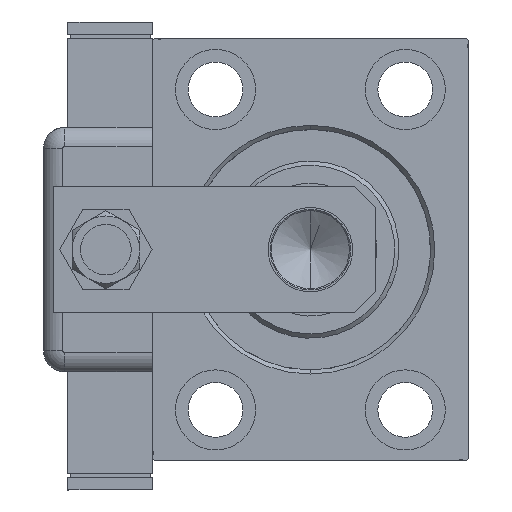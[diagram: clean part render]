
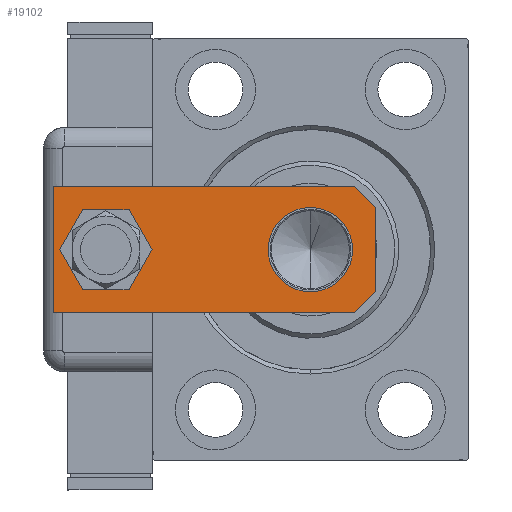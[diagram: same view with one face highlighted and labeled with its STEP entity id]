
A CAD part, left-side view. The second image highlights one B-rep face of the part: STEP entity #19102.
In plain terms, the highlighted face is planar.
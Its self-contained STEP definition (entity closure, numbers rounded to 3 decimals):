
#173 = CARTESIAN_POINT ( 'NONE',  ( -10., 15.5, 0. ) ) ;
#506 = CARTESIAN_POINT ( 'NONE',  ( -15., 76.5, 0. ) ) ;
#616 = VECTOR ( 'NONE', #17228, 1000. ) ;
#1542 = VECTOR ( 'NONE', #43070, 1000. ) ;
#1782 = CARTESIAN_POINT ( 'NONE',  ( 7., 64., 0. ) ) ;
#2375 = ORIENTED_EDGE ( 'NONE', *, *, #31632, .F. ) ;
#2404 = EDGE_LOOP ( 'NONE', ( #52871, #54137, #2375, #21229, #9621, #18009 ) ) ;
#3776 = CARTESIAN_POINT ( 'NONE',  ( -10., 0., 0. ) ) ;
#3878 = CARTESIAN_POINT ( 'NONE',  ( -10., 0., 0. ) ) ;
#4334 = CARTESIAN_POINT ( 'NONE',  ( 0., 64., 0. ) ) ;
#6754 = EDGE_CURVE ( 'NONE', #23416, #36830, #26243, .T. ) ;
#6836 = VERTEX_POINT ( 'NONE', #18692 ) ;
#7056 = FACE_BOUND ( 'NONE', #57139, .T. ) ;
#7498 = CARTESIAN_POINT ( 'NONE',  ( 15., 5., 0. ) ) ;
#8094 = VERTEX_POINT ( 'NONE', #24622 ) ;
#8269 = AXIS2_PLACEMENT_3D ( 'NONE', #29884, #46843, #41729 ) ;
#8569 = DIRECTION ( 'NONE',  ( -0.707, 0.707, 0. ) ) ;
#9140 = LINE ( 'NONE', #3776, #28557 ) ;
#9621 = ORIENTED_EDGE ( 'NONE', *, *, #6754, .F. ) ;
#10389 = CIRCLE ( 'NONE', #55478, 10. ) ;
#10784 = CARTESIAN_POINT ( 'NONE',  ( 0., 15.5, 0. ) ) ;
#11785 = CARTESIAN_POINT ( 'NONE',  ( 15., 5., 0. ) ) ;
#12179 = EDGE_CURVE ( 'NONE', #39927, #49360, #10389, .T. ) ;
#13445 = DIRECTION ( 'NONE',  ( 0., 0., 1. ) ) ;
#17228 = DIRECTION ( 'NONE',  ( 0., 1., 0. ) ) ;
#17325 = ORIENTED_EDGE ( 'NONE', *, *, #30561, .T. ) ;
#18009 = ORIENTED_EDGE ( 'NONE', *, *, #49236, .T. ) ;
#18692 = CARTESIAN_POINT ( 'NONE',  ( -7., 64., 0. ) ) ;
#19102 = ADVANCED_FACE ( 'NONE', ( #33505, #57253, #7056 ), #51850, .F. ) ;
#19292 = ORIENTED_EDGE ( 'NONE', *, *, #19986, .T. ) ;
#19986 = EDGE_CURVE ( 'NONE', #49360, #39927, #52163, .T. ) ;
#21229 = ORIENTED_EDGE ( 'NONE', *, *, #41500, .F. ) ;
#23416 = VERTEX_POINT ( 'NONE', #11785 ) ;
#23526 = LINE ( 'NONE', #47284, #1542 ) ;
#23563 = CARTESIAN_POINT ( 'NONE',  ( 10., 0., 0. ) ) ;
#24571 = CIRCLE ( 'NONE', #8269, 7. ) ;
#24622 = CARTESIAN_POINT ( 'NONE',  ( -15., 5., 0. ) ) ;
#26105 = LINE ( 'NONE', #7498, #54571 ) ;
#26243 = LINE ( 'NONE', #43692, #616 ) ;
#27183 = DIRECTION ( 'NONE',  ( 0., 0., 1. ) ) ;
#28557 = VECTOR ( 'NONE', #8569, 1000. ) ;
#28842 = EDGE_CURVE ( 'NONE', #6836, #41686, #44683, .T. ) ;
#28978 = DIRECTION ( 'NONE',  ( 0., 0., 1. ) ) ;
#29013 = CARTESIAN_POINT ( 'NONE',  ( 10., 15.5, 0. ) ) ;
#29599 = DIRECTION ( 'NONE',  ( 0., -1., 0. ) ) ;
#29860 = EDGE_CURVE ( 'NONE', #45815, #39947, #23526, .T. ) ;
#29884 = CARTESIAN_POINT ( 'NONE',  ( 0., 64., 0. ) ) ;
#30561 = EDGE_CURVE ( 'NONE', #41686, #6836, #24571, .T. ) ;
#31229 = AXIS2_PLACEMENT_3D ( 'NONE', #4334, #41581, #59042 ) ;
#31632 = EDGE_CURVE ( 'NONE', #55787, #8094, #51874, .T. ) ;
#32011 = AXIS2_PLACEMENT_3D ( 'NONE', #10784, #13445, #45311 ) ;
#33152 = EDGE_LOOP ( 'NONE', ( #44040, #17325 ) ) ;
#33434 = CARTESIAN_POINT ( 'NONE',  ( 15., 76.5, 0. ) ) ;
#33461 = VECTOR ( 'NONE', #35457, 1000. ) ;
#33505 = FACE_OUTER_BOUND ( 'NONE', #2404, .T. ) ;
#33793 = DIRECTION ( 'NONE',  ( 1., 0., 0. ) ) ;
#34818 = EDGE_CURVE ( 'NONE', #45815, #8094, #9140, .T. ) ;
#34855 = AXIS2_PLACEMENT_3D ( 'NONE', #43709, #28978, #33793 ) ;
#35186 = VECTOR ( 'NONE', #29599, 1000. ) ;
#35457 = DIRECTION ( 'NONE',  ( -1., 0., 0. ) ) ;
#36830 = VERTEX_POINT ( 'NONE', #33434 ) ;
#39927 = VERTEX_POINT ( 'NONE', #173 ) ;
#39947 = VERTEX_POINT ( 'NONE', #23563 ) ;
#41500 = EDGE_CURVE ( 'NONE', #36830, #55787, #52620, .T. ) ;
#41581 = DIRECTION ( 'NONE',  ( 0., 0., 1. ) ) ;
#41686 = VERTEX_POINT ( 'NONE', #1782 ) ;
#41712 = ORIENTED_EDGE ( 'NONE', *, *, #12179, .T. ) ;
#41729 = DIRECTION ( 'NONE',  ( 1., 0., 0. ) ) ;
#43070 = DIRECTION ( 'NONE',  ( 1., 0., 0. ) ) ;
#43692 = CARTESIAN_POINT ( 'NONE',  ( 15., 0., 0. ) ) ;
#43709 = CARTESIAN_POINT ( 'NONE',  ( 0., 0., 0. ) ) ;
#43735 = CARTESIAN_POINT ( 'NONE',  ( -15., 76.5, 0. ) ) ;
#43856 = DIRECTION ( 'NONE',  ( -0.707, -0.707, 0. ) ) ;
#44040 = ORIENTED_EDGE ( 'NONE', *, *, #28842, .T. ) ;
#44683 = CIRCLE ( 'NONE', #31229, 7. ) ;
#45311 = DIRECTION ( 'NONE',  ( 1., 0., 0. ) ) ;
#45539 = DIRECTION ( 'NONE',  ( 1., 0., 0. ) ) ;
#45815 = VERTEX_POINT ( 'NONE', #3878 ) ;
#46843 = DIRECTION ( 'NONE',  ( 0., 0., 1. ) ) ;
#47284 = CARTESIAN_POINT ( 'NONE',  ( -15., 0., 0. ) ) ;
#48693 = CARTESIAN_POINT ( 'NONE',  ( 15., 76.5, 0. ) ) ;
#49236 = EDGE_CURVE ( 'NONE', #23416, #39947, #26105, .T. ) ;
#49360 = VERTEX_POINT ( 'NONE', #29013 ) ;
#50053 = CARTESIAN_POINT ( 'NONE',  ( 0., 15.5, 0. ) ) ;
#51850 = PLANE ( 'NONE',  #34855 ) ;
#51874 = LINE ( 'NONE', #43735, #35186 ) ;
#52163 = CIRCLE ( 'NONE', #32011, 10. ) ;
#52620 = LINE ( 'NONE', #48693, #33461 ) ;
#52871 = ORIENTED_EDGE ( 'NONE', *, *, #29860, .F. ) ;
#54137 = ORIENTED_EDGE ( 'NONE', *, *, #34818, .T. ) ;
#54571 = VECTOR ( 'NONE', #43856, 1000. ) ;
#55478 = AXIS2_PLACEMENT_3D ( 'NONE', #50053, #27183, #45539 ) ;
#55787 = VERTEX_POINT ( 'NONE', #506 ) ;
#57139 = EDGE_LOOP ( 'NONE', ( #41712, #19292 ) ) ;
#57253 = FACE_BOUND ( 'NONE', #33152, .T. ) ;
#59042 = DIRECTION ( 'NONE',  ( 1., 0., 0. ) ) ;
